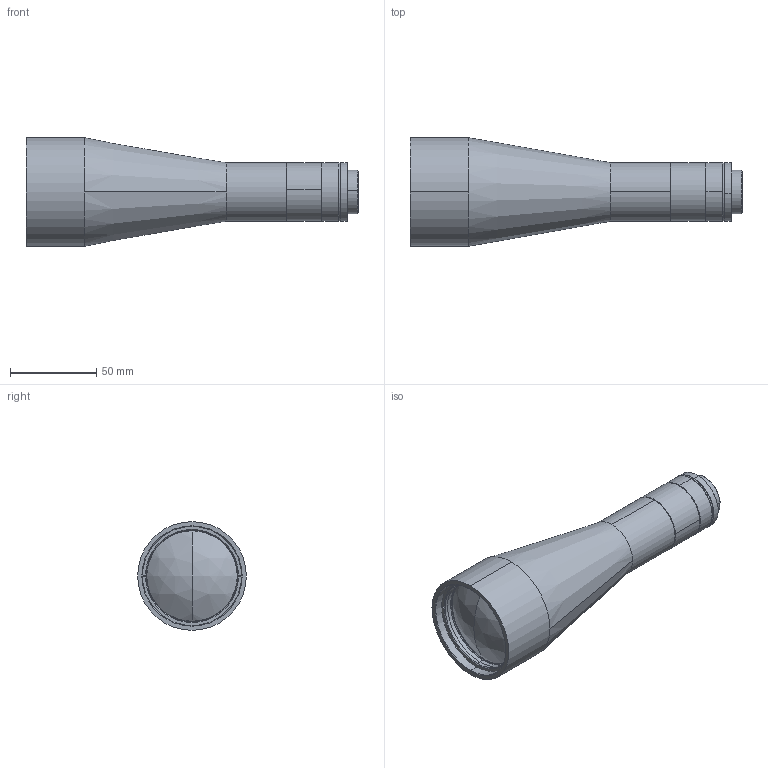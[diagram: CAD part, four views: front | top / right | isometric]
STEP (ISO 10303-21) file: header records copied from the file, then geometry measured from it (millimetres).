
FILE_DESCRIPTION (( 'STEP AP214' ), '1' );
FILE_NAME ('TTL11.5-45-70C.STEP', '2023-05-12T05:56:40', ( '' ), ( '' ), 'SwSTEP 2.0', 'SolidWorks 2022', '' );
FILE_SCHEMA (( 'AUTOMOTIVE_DESIGN' ));
Length unit declared in the file: millimetre
Products named in the file (1): TTL11.5-45-70C
Bounding box: 192.5 x 63 x 63 mm (x, y, z)
Volume: 169085.3 mm3; surface area: 74389.8 mm2
Topology: 19 solids, 19 shells, 341 faces, 773 edges, 491 vertices
Faces by surface type: cylinder 122, cone 97, plane 86, bspline 32, torus 4
Entity records: 14670 total; most frequent: CARTESIAN_POINT 2794, DIRECTION 1809, ORIENTED_EDGE 1546, EDGE_CURVE 773, AXIS2_PLACEMENT_3D 768, VERTEX_POINT 491, CIRCLE 458, EDGE_LOOP 394
